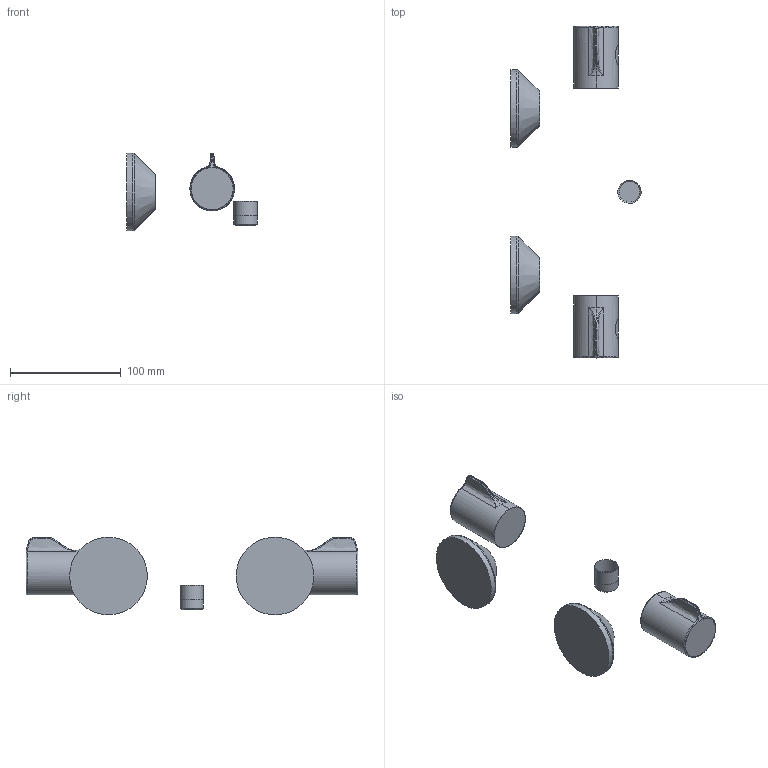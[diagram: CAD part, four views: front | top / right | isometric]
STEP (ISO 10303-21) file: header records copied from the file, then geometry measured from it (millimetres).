
FILE_DESCRIPTION(/* description */ ('Unknown'),/* implementation_level */ '2;1');
FILE_NAME(/* name */ '34567000',/* time_stamp */ '2022-08-26T12:29:49+02:00',/* author */ ('Unknown'),/* organization */ ('GROHE AG'),/* preprocessor_version */ 'ST-DEVELOPER v16.7',/* originating_system */ 'DEX',/* authorisation */ $);
FILE_SCHEMA (('AUTOMOTIVE_DESIGN {1 0 10303 214 3 1 1}'));
Length unit declared in the file: millimetre
Products named in the file (4): 34567000; id11; 50.9697.1_Standard; SQUARE#75
Assembly tree (3 placements, depth 2):
  34567000
    id11
    50.9697.1_Standard
    SQUARE#75
Bounding box: 117.26 x 299.03 x 70 mm (x, y, z)
Volume: 273799.7 mm3; surface area: 44413.5 mm2
Topology: 5 solids, 5 shells, 62 faces, 152 edges, 96 vertices
Faces by surface type: bspline 28, cylinder 15, plane 10, torus 5, cone 4
Full cylindrical faces by diameter (mm): 20.955 x4, 37.882 x1, 70 x2
Entity records: 9824 total; most frequent: CARTESIAN_POINT 8427, ORIENTED_EDGE 214, DIRECTION 130, EDGE_CURVE 107, EDGE_LOOP 90, FACE_BOUND 90, VERTEX_POINT 83, B_SPLINE_CURVE_WITH_KNOTS 78
